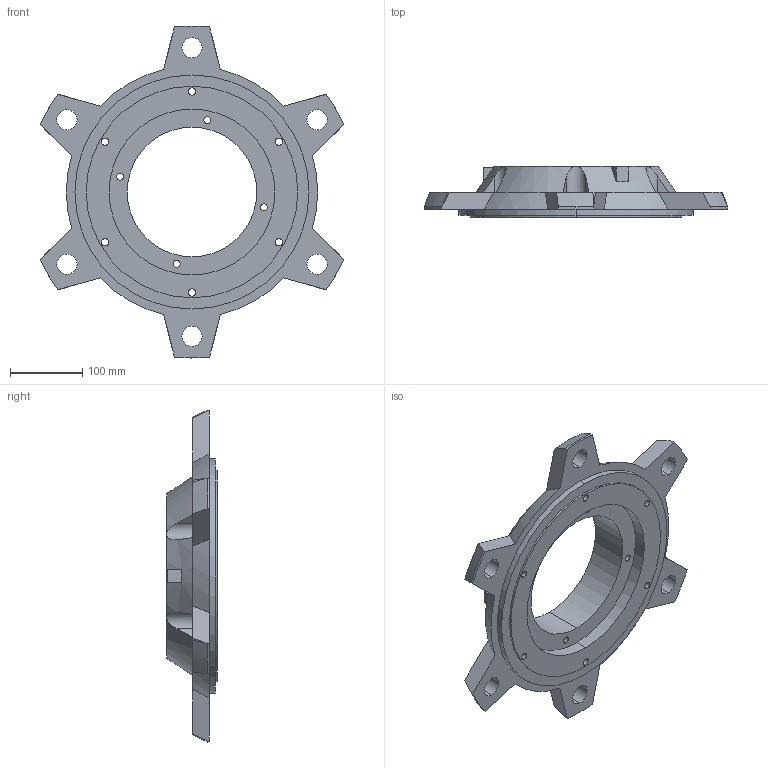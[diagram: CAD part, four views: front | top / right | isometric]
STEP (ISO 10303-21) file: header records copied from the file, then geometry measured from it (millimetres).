
FILE_DESCRIPTION (( 'STEP AP203' ), '1' );
FILE_NAME ('Piece 16.STEP', '2021-12-05T21:29:45', ( '' ), ( '' ), 'SwSTEP 2.0', 'SolidWorks 2019', '' );
FILE_SCHEMA (( 'CONFIG_CONTROL_DESIGN' ));
Length unit declared in the file: millimetre
Products named in the file (1): Piece 16
Bounding box: 420.26 x 70.6 x 459.64 mm (x, y, z)
Volume: 3058104.4 mm3; surface area: 304342.7 mm2
Topology: 1 solids, 1 shells, 146 faces, 380 edges, 249 vertices
Faces by surface type: cylinder 68, plane 54, bspline 12, cone 12
Entity records: 6871 total; most frequent: CARTESIAN_POINT 3211, ORIENTED_EDGE 760, DIRECTION 707, EDGE_CURVE 380, AXIS2_PLACEMENT_3D 282, VERTEX_POINT 249, EDGE_LOOP 193, CIRCLE 147
